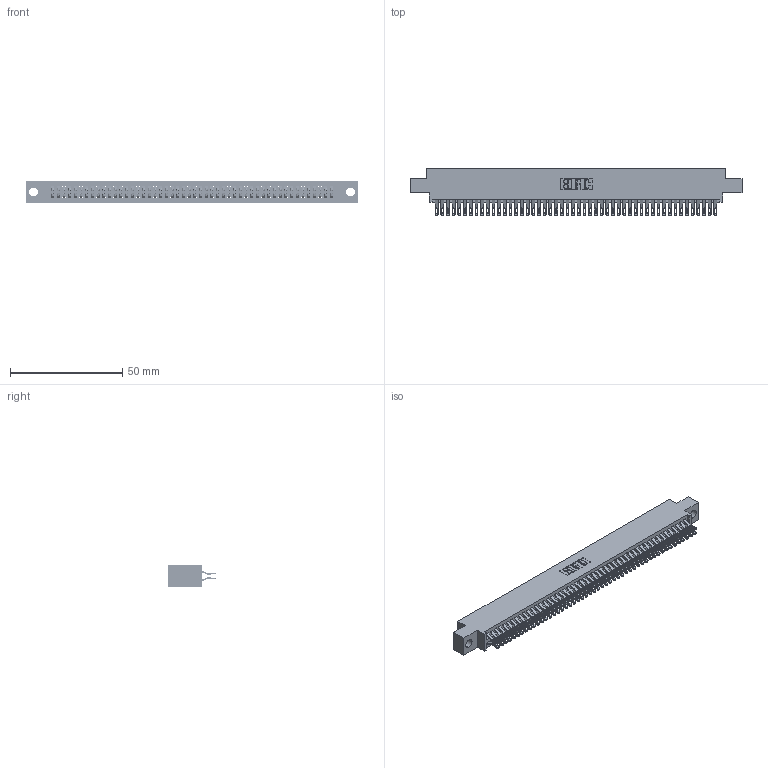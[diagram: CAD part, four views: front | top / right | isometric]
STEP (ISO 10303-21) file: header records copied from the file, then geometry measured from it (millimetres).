
FILE_DESCRIPTION (( 'STEP AP203' ), '1' );
FILE_NAME ('395-100-555-804.STEP', '2021-06-17T15:13:29', ( '' ), ( '' ), 'SwSTEP 2.0', 'SolidWorks 2020', '' );
FILE_SCHEMA (( 'CONFIG_CONTROL_DESIGN' ));
Length unit declared in the file: inch
Products named in the file (3): 345 Part_0.170 Offset - 0.156 Dia-TI; 395-100-555-804; 345-292-001_555 Tail
Assembly tree (101 placements, depth 2):
  395-100-555-804
    345 Part_0.170 Offset - 0.156 Dia-TI
    345-292-001_555 Tail  x100
Bounding box: 148.21 x 21.13 x 9.4 mm (x, y, z)
Volume: 14542.2 mm3; surface area: 22654.6 mm2
Topology: 101 solids, 101 shells, 5744 faces, 18089 edges, 12058 vertices
Faces by surface type: plane 3198, cylinder 2546
Entity records: 39031 total; most frequent: CARTESIAN_POINT 6576, ORIENTED_EDGE 6478, DIRECTION 5755, EDGE_CURVE 3239, VECTOR 2887, LINE 2887, VERTEX_POINT 2158, AXIS2_PLACEMENT_3D 1434
